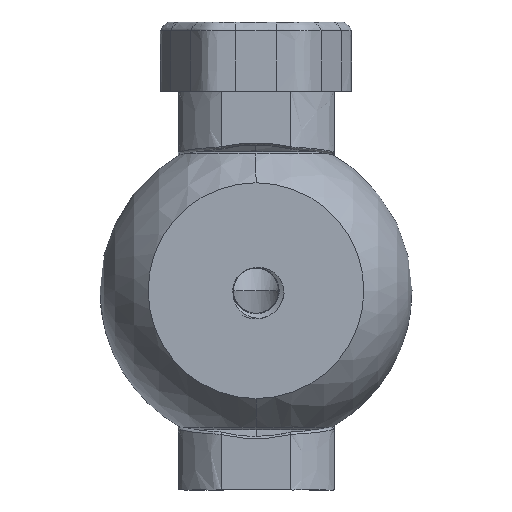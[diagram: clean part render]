
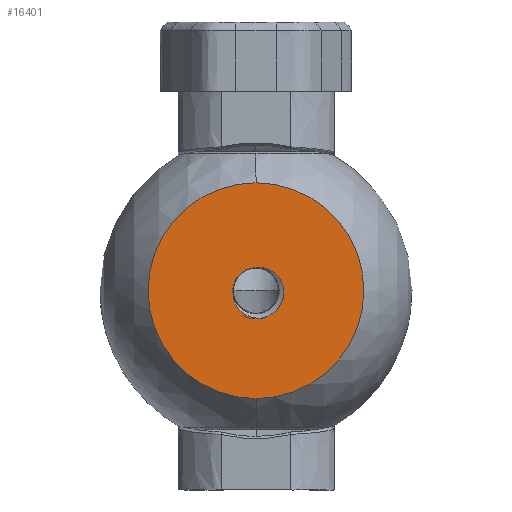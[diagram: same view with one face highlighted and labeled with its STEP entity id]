
A CAD part, front view. The second image highlights one B-rep face of the part: STEP entity #16401.
In plain terms, the highlighted planar face has unit normal (0, -1, 0).
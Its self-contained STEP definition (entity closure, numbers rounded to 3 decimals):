
#327 = ORIENTED_EDGE ( 'NONE', *, *, #6699, .F. ) ;
#1035 = CARTESIAN_POINT ( 'NONE',  ( -2.511, -13., -1.207 ) ) ;
#1870 = VERTEX_POINT ( 'NONE', #14656 ) ;
#2511 = CARTESIAN_POINT ( 'NONE',  ( -2.575, -13., 0.545 ) ) ;
#3002 = AXIS2_PLACEMENT_3D ( 'NONE', #29768, #13371, #11138 ) ;
#3092 = B_SPLINE_CURVE_WITH_KNOTS ( 'NONE', 3,
 ( #26867, #19837, #6139, #20041, #22397, #24733, #3887, #13238, #19329, #5421, #21678, #20246, #4396, #20646, #15787, #11303 ),
 .UNSPECIFIED., .F., .F.,
 ( 4, 2, 2, 2, 2, 2, 2, 4 ),
 ( 0., 0.001, 0.001, 0.002, 0.002, 0.003, 0.004, 0.005 ),
 .UNSPECIFIED. ) ;
#3365 = AXIS2_PLACEMENT_3D ( 'NONE', #8575, #12752, #10701 ) ;
#3580 = EDGE_LOOP ( 'NONE', ( #6855, #327 ) ) ;
#3887 = CARTESIAN_POINT ( 'NONE',  ( 1.611, -13., 2.395 ) ) ;
#4249 = B_SPLINE_CURVE_WITH_KNOTS ( 'NONE', 3,
 ( #12417, #5802, #28786, #5903, #29092, #10255, #22075, #19810, #28992, #22169, #14943, #8239, #15043, #24506, #1035, #24306, #17285, #21967 ),
 .UNSPECIFIED., .F., .F.,
 ( 4, 2, 2, 2, 2, 2, 2, 2, 4 ),
 ( 0., 0.001, 0.001, 0.002, 0.002, 0.003, 0.004, 0.004, 0.005 ),
 .UNSPECIFIED. ) ;
#4396 = CARTESIAN_POINT ( 'NONE',  ( 2.899, -13., 1.098 ) ) ;
#4804 = CIRCLE ( 'NONE', #29208, 3.25 ) ;
#5421 = CARTESIAN_POINT ( 'NONE',  ( 2.427, -13., 1.772 ) ) ;
#5764 = CARTESIAN_POINT ( 'NONE',  ( -0.731, -13., 2.533 ) ) ;
#5802 = CARTESIAN_POINT ( 'NONE',  ( 0.539, -13., -3.189 ) ) ;
#5903 = CARTESIAN_POINT ( 'NONE',  ( -0.074, -13., -3.168 ) ) ;
#6139 = CARTESIAN_POINT ( 'NONE',  ( 0.422, -13., 2.698 ) ) ;
#6178 = EDGE_CURVE ( 'NONE', #15064, #29450, #25362, .T. ) ;
#6697 = CARTESIAN_POINT ( 'NONE',  ( 0.011, -13., 2.671 ) ) ;
#6699 = EDGE_CURVE ( 'NONE', #28720, #11044, #22371, .T. ) ;
#6855 = ORIENTED_EDGE ( 'NONE', *, *, #18929, .F. ) ;
#7186 = CARTESIAN_POINT ( 'NONE',  ( -2.097, -13., 1.567 ) ) ;
#7697 = CARTESIAN_POINT ( 'NONE',  ( -0.364, -13., 2.621 ) ) ;
#8239 = CARTESIAN_POINT ( 'NONE',  ( -2.139, -13., -1.938 ) ) ;
#8575 = CARTESIAN_POINT ( 'NONE',  ( 0., -13., 0. ) ) ;
#9218 = ORIENTED_EDGE ( 'NONE', *, *, #22110, .F. ) ;
#9609 = CARTESIAN_POINT ( 'NONE',  ( -2.206, -13., 1.411 ) ) ;
#10021 = CARTESIAN_POINT ( 'NONE',  ( -0.084, -13., 2.66 ) ) ;
#10255 = CARTESIAN_POINT ( 'NONE',  ( -0.677, -13., -3.027 ) ) ;
#10701 = DIRECTION ( 'NONE',  ( 0., 0., 1. ) ) ;
#11044 = VERTEX_POINT ( 'NONE', #16098 ) ;
#11138 = DIRECTION ( 'NONE',  ( 0., 0., 1. ) ) ;
#11303 = CARTESIAN_POINT ( 'NONE',  ( 3.237, -13., -0.291 ) ) ;
#11373 = CIRCLE ( 'NONE', #28350, 12.45 ) ;
#12279 = CARTESIAN_POINT ( 'NONE',  ( -2.643, -13., -0.301 ) ) ;
#12417 = CARTESIAN_POINT ( 'NONE',  ( 0.744, -13., -3.164 ) ) ;
#12752 = DIRECTION ( 'NONE',  ( 0., 1., 0. ) ) ;
#13083 = DIRECTION ( 'NONE',  ( 0., 0., 1. ) ) ;
#13238 = CARTESIAN_POINT ( 'NONE',  ( 1.966, -13., 2.18 ) ) ;
#13371 = DIRECTION ( 'NONE',  ( 0., 1., 0. ) ) ;
#13952 = VERTEX_POINT ( 'NONE', #15921 ) ;
#13964 = ORIENTED_EDGE ( 'NONE', *, *, #21701, .T. ) ;
#14184 = CARTESIAN_POINT ( 'NONE',  ( -1.714, -13., 1.98 ) ) ;
#14595 = CARTESIAN_POINT ( 'NONE',  ( -2.646, -13., -0.016 ) ) ;
#14656 = CARTESIAN_POINT ( 'NONE',  ( 3.237, -13., -0.291 ) ) ;
#14943 = CARTESIAN_POINT ( 'NONE',  ( -1.875, -13., -2.256 ) ) ;
#15043 = CARTESIAN_POINT ( 'NONE',  ( -2.253, -13., -1.765 ) ) ;
#15064 = VERTEX_POINT ( 'NONE', #19229 ) ;
#15757 = FACE_OUTER_BOUND ( 'NONE', #3580, .T. ) ;
#15787 = CARTESIAN_POINT ( 'NONE',  ( 3.231, -13., 0.123 ) ) ;
#15921 = CARTESIAN_POINT ( 'NONE',  ( 0.744, -13., -3.164 ) ) ;
#16098 = CARTESIAN_POINT ( 'NONE',  ( 0., -13., -12.45 ) ) ;
#16401 = ADVANCED_FACE ( 'NONE', ( #23039, #15757 ), #29436, .F. ) ;
#16448 = CARTESIAN_POINT ( 'NONE',  ( -2.463, -13., 0.907 ) ) ;
#16682 = EDGE_LOOP ( 'NONE', ( #9218, #13964, #23961, #25655 ) ) ;
#16848 = CARTESIAN_POINT ( 'NONE',  ( -2.642, -13., -0.395 ) ) ;
#17285 = CARTESIAN_POINT ( 'NONE',  ( -2.638, -13., -0.602 ) ) ;
#18778 = CARTESIAN_POINT ( 'NONE',  ( -2.389, -13., 1.08 ) ) ;
#18874 = CARTESIAN_POINT ( 'NONE',  ( -1.411, -13., 2.209 ) ) ;
#18929 = EDGE_CURVE ( 'NONE', #11044, #28720, #11373, .T. ) ;
#19229 = CARTESIAN_POINT ( 'NONE',  ( -2.642, -13., -0.395 ) ) ;
#19329 = CARTESIAN_POINT ( 'NONE',  ( 2.128, -13., 2.054 ) ) ;
#19378 = CARTESIAN_POINT ( 'NONE',  ( -0.457, -13., 2.602 ) ) ;
#19476 = CARTESIAN_POINT ( 'NONE',  ( -0.178, -13., 2.65 ) ) ;
#19671 = CARTESIAN_POINT ( 'NONE',  ( -0.912, -13., 2.468 ) ) ;
#19810 = CARTESIAN_POINT ( 'NONE',  ( -1.233, -13., -2.768 ) ) ;
#19837 = CARTESIAN_POINT ( 'NONE',  ( 0.217, -13., 2.696 ) ) ;
#20041 = CARTESIAN_POINT ( 'NONE',  ( 0.83, -13., 2.656 ) ) ;
#20092 = CARTESIAN_POINT ( 'NONE',  ( 0., -13., 0. ) ) ;
#20246 = CARTESIAN_POINT ( 'NONE',  ( 2.799, -13., 1.277 ) ) ;
#20646 = CARTESIAN_POINT ( 'NONE',  ( 3.146, -13., 0.529 ) ) ;
#21102 = CARTESIAN_POINT ( 'NONE',  ( -2.641, -13., 0.078 ) ) ;
#21312 = CARTESIAN_POINT ( 'NONE',  ( -2.612, -13., 0.359 ) ) ;
#21678 = CARTESIAN_POINT ( 'NONE',  ( 2.563, -13., 1.613 ) ) ;
#21701 = EDGE_CURVE ( 'NONE', #13952, #15064, #4249, .T. ) ;
#21825 = CARTESIAN_POINT ( 'NONE',  ( 0.011, -13., 2.671 ) ) ;
#21967 = CARTESIAN_POINT ( 'NONE',  ( -2.642, -13., -0.395 ) ) ;
#22075 = CARTESIAN_POINT ( 'NONE',  ( -0.868, -13., -2.953 ) ) ;
#22110 = EDGE_CURVE ( 'NONE', #13952, #1870, #4804, .T. ) ;
#22169 = CARTESIAN_POINT ( 'NONE',  ( -1.729, -13., -2.399 ) ) ;
#22371 = CIRCLE ( 'NONE', #3002, 12.45 ) ;
#22397 = CARTESIAN_POINT ( 'NONE',  ( 1.035, -13., 2.612 ) ) ;
#23039 = FACE_BOUND ( 'NONE', #16682, .T. ) ;
#23455 = CARTESIAN_POINT ( 'NONE',  ( -1.851, -13., 1.851 ) ) ;
#23559 = CARTESIAN_POINT ( 'NONE',  ( -2.648, -13., -0.206 ) ) ;
#23961 = ORIENTED_EDGE ( 'NONE', *, *, #6178, .T. ) ;
#24306 = CARTESIAN_POINT ( 'NONE',  ( -2.611, -13., -0.806 ) ) ;
#24506 = CARTESIAN_POINT ( 'NONE',  ( -2.438, -13., -1.401 ) ) ;
#24733 = CARTESIAN_POINT ( 'NONE',  ( 1.424, -13., 2.481 ) ) ;
#25362 = B_SPLINE_CURVE_WITH_KNOTS ( 'NONE', 3,
 ( #16848, #12279, #23559, #14595, #21102, #21312, #2511, #16448, #18778, #9609, #7186, #23455, #14184, #18874, #25897, #19671, #5764, #19378, #7697, #19476, #10021, #21825 ),
 .UNSPECIFIED., .F., .F.,
 ( 4, 2, 2, 2, 2, 2, 2, 2, 2, 2, 4 ),
 ( 0., 0., 0.001, 0.001, 0.002, 0.002, 0.003, 0.003, 0.004, 0.004, 0.005 ),
 .UNSPECIFIED. ) ;
#25655 = ORIENTED_EDGE ( 'NONE', *, *, #28881, .T. ) ;
#25897 = CARTESIAN_POINT ( 'NONE',  ( -1.251, -13., 2.307 ) ) ;
#25904 = CARTESIAN_POINT ( 'NONE',  ( 0., -13., 0. ) ) ;
#26769 = CARTESIAN_POINT ( 'NONE',  ( 0., -13., 12.45 ) ) ;
#26867 = CARTESIAN_POINT ( 'NONE',  ( 0.011, -13., 2.671 ) ) ;
#27326 = DIRECTION ( 'NONE',  ( 0., 1., 0. ) ) ;
#28040 = DIRECTION ( 'NONE',  ( 0., 0., -1. ) ) ;
#28143 = DIRECTION ( 'NONE',  ( 0., -1., 0. ) ) ;
#28350 = AXIS2_PLACEMENT_3D ( 'NONE', #20092, #27326, #13083 ) ;
#28720 = VERTEX_POINT ( 'NONE', #26769 ) ;
#28786 = CARTESIAN_POINT ( 'NONE',  ( 0.334, -13., -3.195 ) ) ;
#28881 = EDGE_CURVE ( 'NONE', #29450, #1870, #3092, .T. ) ;
#28992 = CARTESIAN_POINT ( 'NONE',  ( -1.409, -13., -2.655 ) ) ;
#29092 = CARTESIAN_POINT ( 'NONE',  ( -0.279, -13., -3.135 ) ) ;
#29208 = AXIS2_PLACEMENT_3D ( 'NONE', #25904, #28143, #28040 ) ;
#29436 = PLANE ( 'NONE',  #3365 ) ;
#29450 = VERTEX_POINT ( 'NONE', #6697 ) ;
#29768 = CARTESIAN_POINT ( 'NONE',  ( 0., -13., 0. ) ) ;
